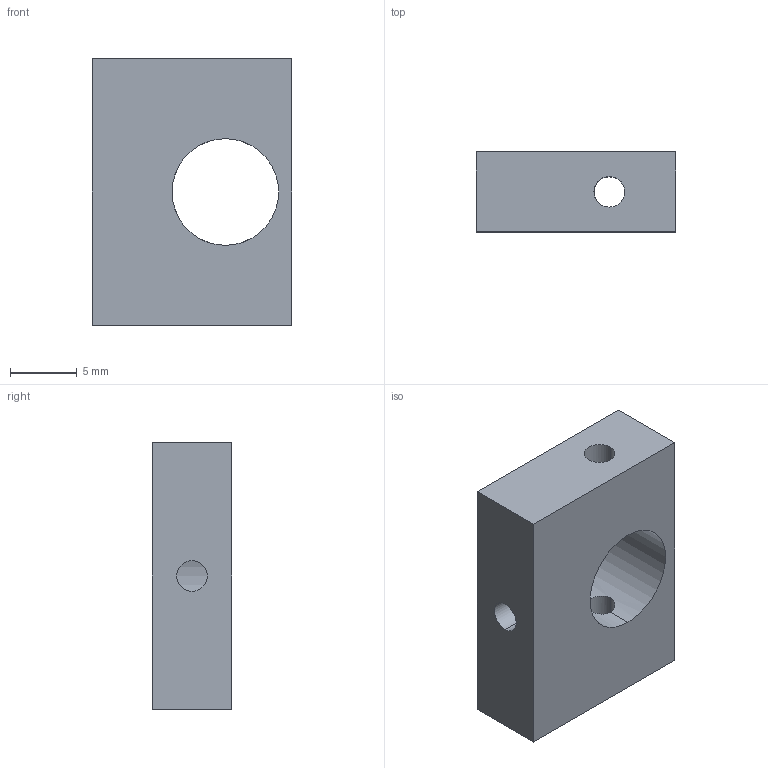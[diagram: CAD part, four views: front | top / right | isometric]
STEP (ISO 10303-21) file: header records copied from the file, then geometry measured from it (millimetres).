
FILE_DESCRIPTION (( 'STEP AP203' ), '1' );
FILE_NAME ('Optional Guide X X4.STEP', '2014-01-25T12:43:05', ( '' ), ( '' ), 'SwSTEP 2.0', 'SolidWorks 2012', '' );
FILE_SCHEMA (( 'CONFIG_CONTROL_DESIGN' ));
Length unit declared in the file: millimetre
Products named in the file (1): Optional Guide X X4
Bounding box: 15 x 6 x 20 mm (x, y, z)
Volume: 1423.1 mm3; surface area: 1177.1 mm2
Topology: 1 solids, 1 shells, 14 faces, 42 edges, 28 vertices
Faces by surface type: cylinder 8, plane 6
Entity records: 655 total; most frequent: CARTESIAN_POINT 191, ORIENTED_EDGE 84, DIRECTION 72, EDGE_CURVE 42, VERTEX_POINT 28, AXIS2_PLACEMENT_3D 25, VECTOR 22, LINE 22
